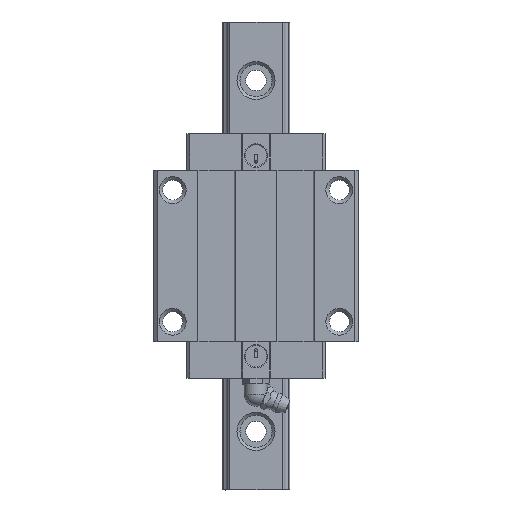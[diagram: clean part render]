
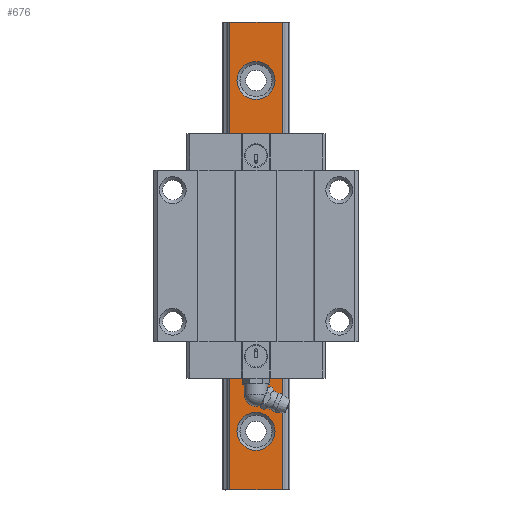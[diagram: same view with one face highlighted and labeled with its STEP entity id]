
A CAD part, top view. The second image highlights one B-rep face of the part: STEP entity #676.
In plain terms, the highlighted planar face has unit normal (0, 0, 1).
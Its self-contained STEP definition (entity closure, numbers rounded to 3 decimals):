
#676 = ADVANCED_FACE( '', ( #1492, #1493, #1494, #1495 ), #1496, .T. );
#1492 = FACE_OUTER_BOUND( '', #2467, .T. );
#1493 = FACE_BOUND( '', #2468, .T. );
#1494 = FACE_BOUND( '', #2469, .T. );
#1495 = FACE_BOUND( '', #2470, .T. );
#1496 = PLANE( '', #2471 );
#2467 = EDGE_LOOP( '', ( #4315, #4316, #4317, #4318 ) );
#2468 = EDGE_LOOP( '', ( #4319 ) );
#2469 = EDGE_LOOP( '', ( #4320 ) );
#2470 = EDGE_LOOP( '', ( #4321 ) );
#2471 = AXIS2_PLACEMENT_3D( '', #4322, #4323, #4324 );
#4315 = ORIENTED_EDGE( '', *, *, #6102, .T. );
#4316 = ORIENTED_EDGE( '', *, *, #6182, .T. );
#4317 = ORIENTED_EDGE( '', *, *, #5628, .F. );
#4318 = ORIENTED_EDGE( '', *, *, #6075, .F. );
#4319 = ORIENTED_EDGE( '', *, *, #6183, .T. );
#4320 = ORIENTED_EDGE( '', *, *, #6184, .T. );
#4321 = ORIENTED_EDGE( '', *, *, #6185, .T. );
#4322 = CARTESIAN_POINT( '', ( 9.043, 80., 18. ) );
#4323 = DIRECTION( '', ( 0., 0., 1. ) );
#4324 = DIRECTION( '', ( 1., 0., 0. ) );
#5628 = EDGE_CURVE( '', #6718, #6720, #6721, .T. );
#6075 = EDGE_CURVE( '', #7433, #6718, #7434, .T. );
#6102 = EDGE_CURVE( '', #7433, #7470, #7472, .T. );
#6182 = EDGE_CURVE( '', #7470, #6720, #7580, .T. );
#6183 = EDGE_CURVE( '', #7581, #7581, #7582, .T. );
#6184 = EDGE_CURVE( '', #7583, #7583, #7584, .T. );
#6185 = EDGE_CURVE( '', #7585, #7585, #7586, .T. );
#6718 = VERTEX_POINT( '', #8241 );
#6720 = VERTEX_POINT( '', #8243 );
#6721 = LINE( '', #8244, #8245 );
#7433 = VERTEX_POINT( '', #9315 );
#7434 = LINE( '', #9316, #9317 );
#7470 = VERTEX_POINT( '', #9365 );
#7472 = LINE( '', #9367, #9368 );
#7580 = LINE( '', #9519, #9520 );
#7581 = VERTEX_POINT( '', #9521 );
#7582 = CIRCLE( '', #9522, 6.5 );
#7583 = VERTEX_POINT( '', #9523 );
#7584 = CIRCLE( '', #9524, 6.5 );
#7585 = VERTEX_POINT( '', #9525 );
#7586 = CIRCLE( '', #9526, 6.5 );
#8241 = CARTESIAN_POINT( '', ( 9.043, -80., 18. ) );
#8243 = CARTESIAN_POINT( '', ( -9.043, -80., 18. ) );
#8244 = CARTESIAN_POINT( '', ( 9.043, -80., 18. ) );
#8245 = VECTOR( '', #10204, 1000. );
#9315 = CARTESIAN_POINT( '', ( 9.043, 80., 18. ) );
#9316 = CARTESIAN_POINT( '', ( 9.043, 80., 18. ) );
#9317 = VECTOR( '', #10758, 1000. );
#9365 = CARTESIAN_POINT( '', ( -9.043, 80., 18. ) );
#9367 = CARTESIAN_POINT( '', ( 9.043, 80., 18. ) );
#9368 = VECTOR( '', #10792, 1000. );
#9519 = CARTESIAN_POINT( '', ( -9.043, 80., 18. ) );
#9520 = VECTOR( '', #10873, 1000. );
#9521 = CARTESIAN_POINT( '', ( 6.5, 60., 18. ) );
#9522 = AXIS2_PLACEMENT_3D( '', #10874, #10875, #10876 );
#9523 = CARTESIAN_POINT( '', ( 6.5, 0., 18. ) );
#9524 = AXIS2_PLACEMENT_3D( '', #10877, #10878, #10879 );
#9525 = CARTESIAN_POINT( '', ( 6.5, -60., 18. ) );
#9526 = AXIS2_PLACEMENT_3D( '', #10880, #10881, #10882 );
#10204 = DIRECTION( '', ( -1., 0., 0. ) );
#10758 = DIRECTION( '', ( 0., -1., 0. ) );
#10792 = DIRECTION( '', ( -1., 0., 0. ) );
#10873 = DIRECTION( '', ( 0., -1., 0. ) );
#10874 = CARTESIAN_POINT( '', ( 0., 60., 18. ) );
#10875 = DIRECTION( '', ( 0., 0., -1. ) );
#10876 = DIRECTION( '', ( 1., 0., 0. ) );
#10877 = CARTESIAN_POINT( '', ( 0., 0., 18. ) );
#10878 = DIRECTION( '', ( 0., 0., -1. ) );
#10879 = DIRECTION( '', ( 1., 0., 0. ) );
#10880 = CARTESIAN_POINT( '', ( 0., -60., 18. ) );
#10881 = DIRECTION( '', ( 0., 0., -1. ) );
#10882 = DIRECTION( '', ( 1., 0., 0. ) );
